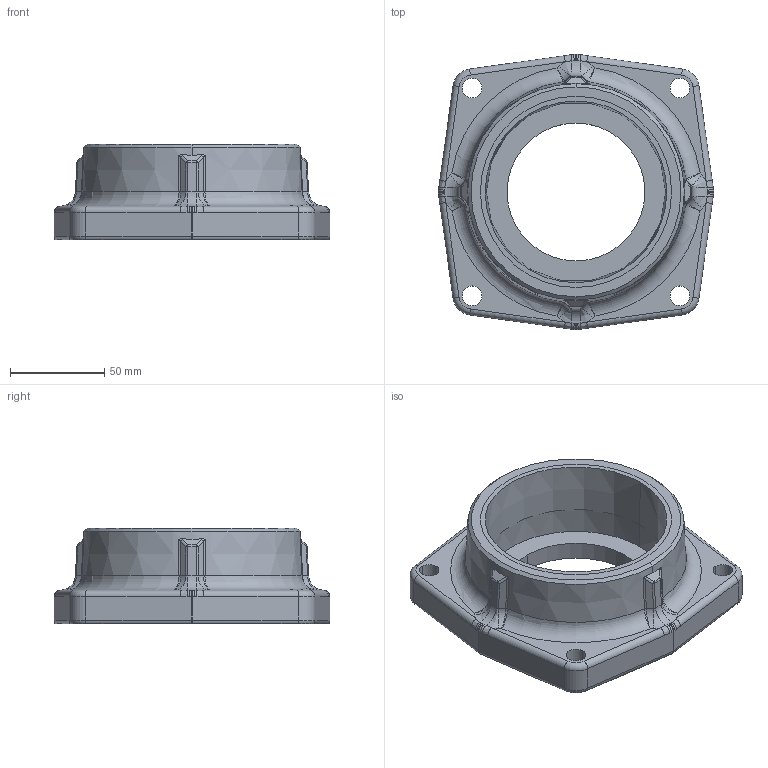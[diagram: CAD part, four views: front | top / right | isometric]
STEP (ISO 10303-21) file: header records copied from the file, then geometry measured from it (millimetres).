
FILE_DESCRIPTION((''),'2;1');
FILE_NAME('C47414','2014-03-17T',('sobri'),(''),'PRO/ENGINEER BY PARAMETRIC TECHNOLOGY CORPORATION, 2011180','PRO/ENGINEER BY PARAMETRIC TECHNOLOGY CORPORATION, 2011180','');
FILE_SCHEMA(('CONFIG_CONTROL_DESIGN'));
Length unit declared in the file: inch
Products named in the file (1): C47414
Bounding box: 146.02 x 146.02 x 50.8 mm (x, y, z)
Volume: 346659.8 mm3; surface area: 72652.5 mm2
Topology: 1 solids, 2 shells, 202 faces, 462 edges, 264 vertices
Faces by surface type: cylinder 74, bspline 64, plane 36, torus 12, cone 8, sphere 8
Entity records: 7710 total; most frequent: CARTESIAN_POINT 3561, ORIENTED_EDGE 920, DIRECTION 764, EDGE_CURVE 462, AXIS2_PLACEMENT_3D 309, VERTEX_POINT 264, EDGE_LOOP 214, FACE_OUTER_BOUND 202
